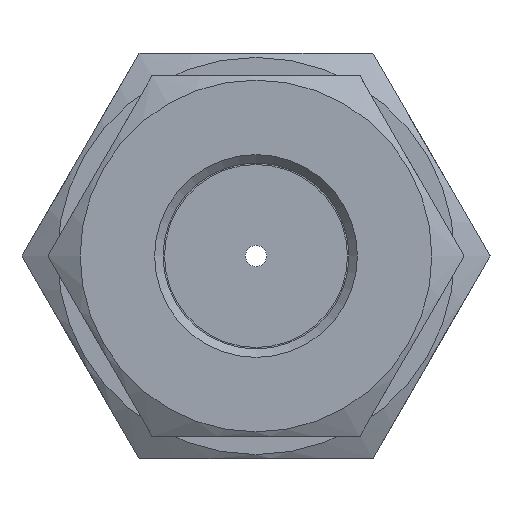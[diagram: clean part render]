
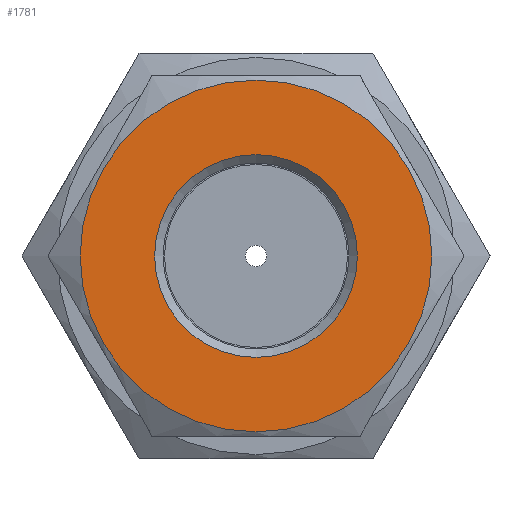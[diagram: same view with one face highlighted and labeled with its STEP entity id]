
A CAD part, left-side view. The second image highlights one B-rep face of the part: STEP entity #1781.
In plain terms, the highlighted planar face has unit normal (-1, 0, 0).
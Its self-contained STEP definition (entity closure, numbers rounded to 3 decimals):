
#1519=CARTESIAN_POINT('',(-10.931,-3.575,0.));
#1520=VERTEX_POINT('',#1519);
#1521=CARTESIAN_POINT('',(-10.931,0.,0.));
#1522=DIRECTION('',(-1.0,0.0,0.0));
#1523=DIRECTION('',(0.0,1.0,0.0));
#1524=AXIS2_PLACEMENT_3D('',#1521,#1522,#1523);
#1525=CIRCLE('',#1524,3.575);
#1526=EDGE_CURVE('',#1520,#1520,#1525,.T.);
#1762=CARTESIAN_POINT('',(-10.931,3.1,0.));
#1763=DIRECTION('',(-1.0,0.0,0.0));
#1764=DIRECTION('',(0.0,0.0,1.0));
#1765=AXIS2_PLACEMENT_3D('',#1762,#1763,#1764);
#1766=PLANE('',#1765);
#1767=CARTESIAN_POINT('',(-10.931,6.2,0.));
#1768=VERTEX_POINT('',#1767);
#1769=CARTESIAN_POINT('',(-10.931,0.,0.));
#1770=DIRECTION('',(1.0,0.0,0.0));
#1771=DIRECTION('',(0.0,1.0,0.0));
#1772=AXIS2_PLACEMENT_3D('',#1769,#1770,#1771);
#1773=CIRCLE('',#1772,6.2);
#1774=EDGE_CURVE('',#1768,#1768,#1773,.T.);
#1775=ORIENTED_EDGE('',*,*,#1774,.F.);
#1776=EDGE_LOOP('',(#1775));
#1777=FACE_OUTER_BOUND('',#1776,.T.);
#1778=ORIENTED_EDGE('',*,*,#1526,.F.);
#1779=EDGE_LOOP('',(#1778));
#1780=FACE_BOUND('',#1779,.T.);
#1781=ADVANCED_FACE('',(#1777,#1780),#1766,.T.);
